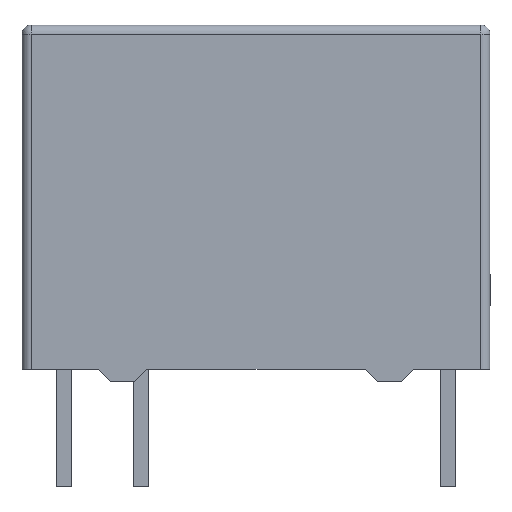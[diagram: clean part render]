
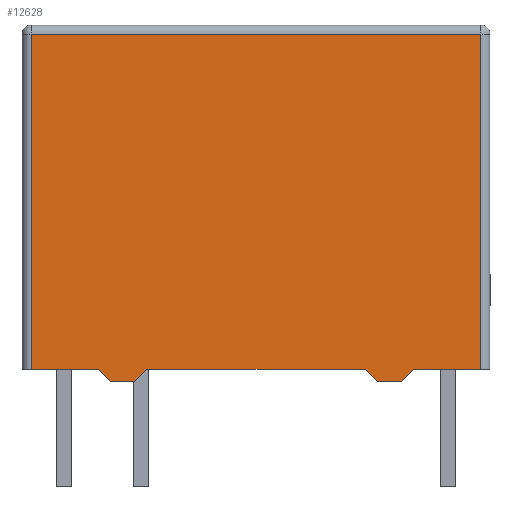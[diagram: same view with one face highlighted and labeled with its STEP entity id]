
A CAD part, front view. The second image highlights one B-rep face of the part: STEP entity #12628.
In plain terms, the highlighted planar face has unit normal (0, -1, 0).
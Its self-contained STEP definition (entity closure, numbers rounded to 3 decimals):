
#22 = ORIENTED_EDGE ( 'NONE', *, *, #4463, .T. ) ;
#476 = ORIENTED_EDGE ( 'NONE', *, *, #4335, .F. ) ;
#726 = VERTEX_POINT ( 'NONE', #11313 ) ;
#743 = VERTEX_POINT ( 'NONE', #7741 ) ;
#1301 = CARTESIAN_POINT ( 'NONE',  ( 7.45, -5.25, 0.4 ) ) ;
#1431 = EDGE_CURVE ( 'NONE', #10901, #743, #9273, .T. ) ;
#1511 = CARTESIAN_POINT ( 'NONE',  ( -4.824, -5.25, 0. ) ) ;
#1512 = LINE ( 'NONE', #13149, #9292 ) ;
#1528 = LINE ( 'NONE', #7179, #14656 ) ;
#1674 = DIRECTION ( 'NONE',  ( -1., 0., 0. ) ) ;
#1771 = ORIENTED_EDGE ( 'NONE', *, *, #13526, .T. ) ;
#1810 = PLANE ( 'NONE',  #7905 ) ;
#2018 = DIRECTION ( 'NONE',  ( -1., 0., 0. ) ) ;
#2159 = DIRECTION ( 'NONE',  ( 1., 0., 0. ) ) ;
#2182 = DIRECTION ( 'NONE',  ( 0.707, 0., -0.707 ) ) ;
#2221 = DIRECTION ( 'NONE',  ( 1., 0., 0. ) ) ;
#2239 = ORIENTED_EDGE ( 'NONE', *, *, #2419, .F. ) ;
#2419 = EDGE_CURVE ( 'NONE', #8948, #14968, #9145, .T. ) ;
#2446 = CARTESIAN_POINT ( 'NONE',  ( -7.75, -5.25, 0. ) ) ;
#2754 = ORIENTED_EDGE ( 'NONE', *, *, #1431, .T. ) ;
#2809 = VECTOR ( 'NONE', #5821, 1000. ) ;
#2877 = LINE ( 'NONE', #12961, #8021 ) ;
#3275 = LINE ( 'NONE', #7673, #4458 ) ;
#3316 = LINE ( 'NONE', #12494, #7937 ) ;
#3836 = VECTOR ( 'NONE', #2018, 1000. ) ;
#3875 = ORIENTED_EDGE ( 'NONE', *, *, #4769, .T. ) ;
#3964 = EDGE_CURVE ( 'NONE', #8948, #6405, #9454, .T. ) ;
#4335 = EDGE_CURVE ( 'NONE', #14815, #8045, #1512, .T. ) ;
#4458 = VECTOR ( 'NONE', #11384, 1000. ) ;
#4463 = EDGE_CURVE ( 'NONE', #6405, #7653, #13507, .T. ) ;
#4604 = VERTEX_POINT ( 'NONE', #6154 ) ;
#4621 = VERTEX_POINT ( 'NONE', #10711 ) ;
#4688 = EDGE_LOOP ( 'NONE', ( #3875, #8923, #2239, #8269, #22, #5221, #11907, #1771, #2754, #7949, #476, #9897 ) ) ;
#4769 = EDGE_CURVE ( 'NONE', #4604, #5755, #11479, .T. ) ;
#4851 = LINE ( 'NONE', #7029, #14901 ) ;
#5167 = CARTESIAN_POINT ( 'NONE',  ( -3.624, -5.25, 0.4 ) ) ;
#5187 = EDGE_CURVE ( 'NONE', #14815, #4604, #2877, .T. ) ;
#5221 = ORIENTED_EDGE ( 'NONE', *, *, #7033, .T. ) ;
#5249 = DIRECTION ( 'NONE',  ( 0., 0., 1. ) ) ;
#5432 = VECTOR ( 'NONE', #14487, 1000. ) ;
#5755 = VERTEX_POINT ( 'NONE', #12066 ) ;
#5798 = CARTESIAN_POINT ( 'NONE',  ( -7.45, -5.25, 11.8 ) ) ;
#5821 = DIRECTION ( 'NONE',  ( 0., 0., 1. ) ) ;
#5874 = CARTESIAN_POINT ( 'NONE',  ( -7.75, -5.25, 0. ) ) ;
#5962 = CARTESIAN_POINT ( 'NONE',  ( 5.224, -5.25, 0.4 ) ) ;
#6087 = VECTOR ( 'NONE', #2221, 1000. ) ;
#6154 = CARTESIAN_POINT ( 'NONE',  ( 4.024, -5.25, 0. ) ) ;
#6369 = EDGE_CURVE ( 'NONE', #743, #8045, #3275, .T. ) ;
#6371 = DIRECTION ( 'NONE',  ( 0., 1., 0. ) ) ;
#6405 = VERTEX_POINT ( 'NONE', #6843 ) ;
#6577 = CARTESIAN_POINT ( 'NONE',  ( -7.75, -5.25, 0.4 ) ) ;
#6843 = CARTESIAN_POINT ( 'NONE',  ( 7.45, -5.25, 11.5 ) ) ;
#7029 = CARTESIAN_POINT ( 'NONE',  ( -7.75, -5.25, 0.4 ) ) ;
#7033 = EDGE_CURVE ( 'NONE', #7653, #4621, #12706, .T. ) ;
#7179 = CARTESIAN_POINT ( 'NONE',  ( 4.437, -5.25, -0.387 ) ) ;
#7420 = DIRECTION ( 'NONE',  ( 0.707, 0., -0.707 ) ) ;
#7428 = CARTESIAN_POINT ( 'NONE',  ( -7.45, -5.25, 11.5 ) ) ;
#7653 = VERTEX_POINT ( 'NONE', #7428 ) ;
#7673 = CARTESIAN_POINT ( 'NONE',  ( 0.013, -5.25, 4.037 ) ) ;
#7741 = CARTESIAN_POINT ( 'NONE',  ( -4.024, -5.25, 0. ) ) ;
#7905 = AXIS2_PLACEMENT_3D ( 'NONE', #12270, #6371, #5249 ) ;
#7937 = VECTOR ( 'NONE', #2182, 1000. ) ;
#7949 = ORIENTED_EDGE ( 'NONE', *, *, #6369, .T. ) ;
#8021 = VECTOR ( 'NONE', #7420, 1000. ) ;
#8045 = VERTEX_POINT ( 'NONE', #5167 ) ;
#8269 = ORIENTED_EDGE ( 'NONE', *, *, #3964, .T. ) ;
#8811 = CARTESIAN_POINT ( 'NONE',  ( -7.75, -5.25, 11.5 ) ) ;
#8923 = ORIENTED_EDGE ( 'NONE', *, *, #12132, .T. ) ;
#8948 = VERTEX_POINT ( 'NONE', #1301 ) ;
#9145 = LINE ( 'NONE', #6577, #3836 ) ;
#9273 = LINE ( 'NONE', #2446, #6087 ) ;
#9292 = VECTOR ( 'NONE', #1674, 1000. ) ;
#9454 = LINE ( 'NONE', #11950, #2809 ) ;
#9897 = ORIENTED_EDGE ( 'NONE', *, *, #5187, .T. ) ;
#10711 = CARTESIAN_POINT ( 'NONE',  ( -7.45, -5.25, 0.4 ) ) ;
#10888 = DIRECTION ( 'NONE',  ( 0.707, 0., 0.707 ) ) ;
#10901 = VERTEX_POINT ( 'NONE', #1511 ) ;
#11238 = VECTOR ( 'NONE', #2159, 1000. ) ;
#11313 = CARTESIAN_POINT ( 'NONE',  ( -5.224, -5.25, 0.4 ) ) ;
#11384 = DIRECTION ( 'NONE',  ( 0.707, 0., 0.707 ) ) ;
#11479 = LINE ( 'NONE', #5874, #11238 ) ;
#11907 = ORIENTED_EDGE ( 'NONE', *, *, #14985, .F. ) ;
#11950 = CARTESIAN_POINT ( 'NONE',  ( 7.45, -5.25, 11.8 ) ) ;
#12054 = FACE_OUTER_BOUND ( 'NONE', #4688, .T. ) ;
#12066 = CARTESIAN_POINT ( 'NONE',  ( 4.824, -5.25, 0. ) ) ;
#12132 = EDGE_CURVE ( 'NONE', #5755, #14968, #1528, .T. ) ;
#12270 = CARTESIAN_POINT ( 'NONE',  ( -7.75, -5.25, 11.8 ) ) ;
#12494 = CARTESIAN_POINT ( 'NONE',  ( -12.187, -5.25, 7.363 ) ) ;
#12628 = ADVANCED_FACE ( 'NONE', ( #12054 ), #1810, .F. ) ;
#12706 = LINE ( 'NONE', #5798, #13102 ) ;
#12795 = DIRECTION ( 'NONE',  ( -1., 0., 0. ) ) ;
#12961 = CARTESIAN_POINT ( 'NONE',  ( -7.763, -5.25, 11.787 ) ) ;
#13102 = VECTOR ( 'NONE', #13978, 1000. ) ;
#13149 = CARTESIAN_POINT ( 'NONE',  ( -7.75, -5.25, 0.4 ) ) ;
#13507 = LINE ( 'NONE', #8811, #5432 ) ;
#13526 = EDGE_CURVE ( 'NONE', #726, #10901, #3316, .T. ) ;
#13978 = DIRECTION ( 'NONE',  ( 0., 0., -1. ) ) ;
#14487 = DIRECTION ( 'NONE',  ( -1., 0., 0. ) ) ;
#14607 = CARTESIAN_POINT ( 'NONE',  ( 3.624, -5.25, 0.4 ) ) ;
#14656 = VECTOR ( 'NONE', #10888, 1000. ) ;
#14815 = VERTEX_POINT ( 'NONE', #14607 ) ;
#14901 = VECTOR ( 'NONE', #12795, 1000. ) ;
#14968 = VERTEX_POINT ( 'NONE', #5962 ) ;
#14985 = EDGE_CURVE ( 'NONE', #726, #4621, #4851, .T. ) ;
